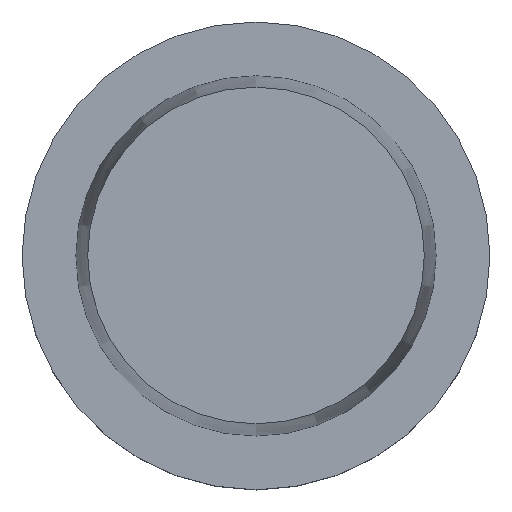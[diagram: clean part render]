
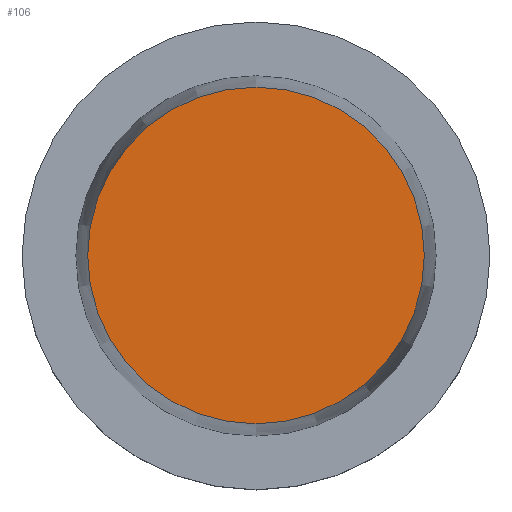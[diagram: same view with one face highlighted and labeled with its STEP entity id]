
A CAD part, top view. The second image highlights one B-rep face of the part: STEP entity #106.
In plain terms, the highlighted planar face has unit normal (0, 0, 1).
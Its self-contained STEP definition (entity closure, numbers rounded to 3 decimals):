
#106=ADVANCED_FACE('Unnamed[1]',(#259),#260,.T.);
#192=EDGE_CURVE('Unnamed[1]',#392,#392,#393,.T.);
#259=FACE_OUTER_BOUND('',#467,.T.);
#260=PLANE('',#468);
#392=VERTEX_POINT('',#634);
#393=CIRCLE('',#635,44.978);
#467=EDGE_LOOP('',(#695));
#468=AXIS2_PLACEMENT_3D('',#696,#697,#698);
#634=CARTESIAN_POINT('',(0.,44.978,63.));
#635=AXIS2_PLACEMENT_3D('',#842,#843,#844);
#695=ORIENTED_EDGE('',*,*,#192,.F.);
#696=CARTESIAN_POINT('',(0.,22.489,63.));
#697=DIRECTION('',(0.,0.,1.0));
#698=DIRECTION('',(0.,-1.0,0.));
#842=CARTESIAN_POINT('',(0.,0.,63.));
#843=DIRECTION('',(0.,0.,-1.0));
#844=DIRECTION('',(0.,1.0,0.));
